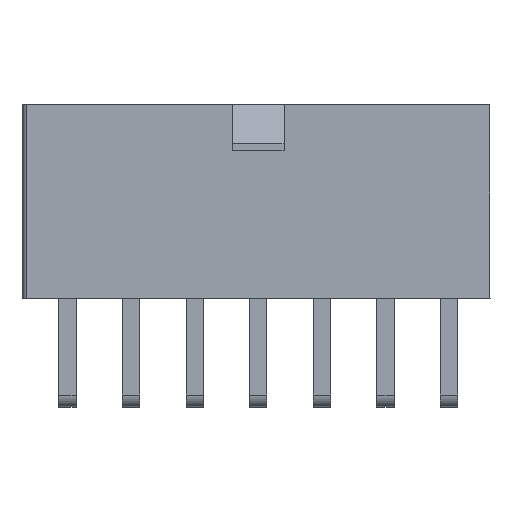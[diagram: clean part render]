
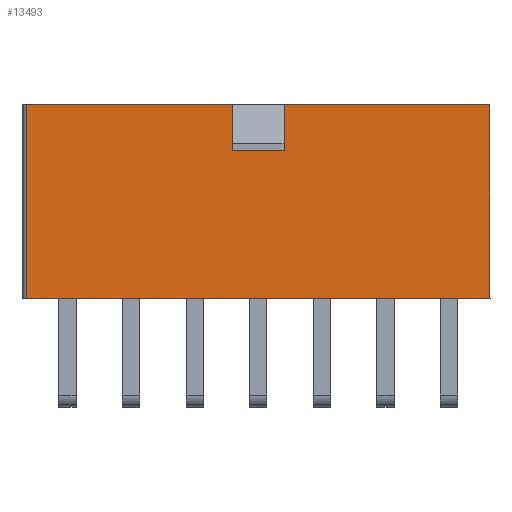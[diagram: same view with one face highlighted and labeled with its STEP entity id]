
A CAD part, top view. The second image highlights one B-rep face of the part: STEP entity #13493.
In plain terms, the highlighted planar face has unit normal (0, 0, 1).
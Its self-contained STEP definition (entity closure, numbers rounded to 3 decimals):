
#1039=ORIENTED_EDGE('',*,*,#3503,.F.);
#1040=ORIENTED_EDGE('',*,*,#3504,.F.);
#1041=ORIENTED_EDGE('',*,*,#3507,.F.);
#1042=ORIENTED_EDGE('',*,*,#3557,.F.);
#1043=ORIENTED_EDGE('',*,*,#3556,.T.);
#1044=ORIENTED_EDGE('',*,*,#3558,.T.);
#1045=ORIENTED_EDGE('',*,*,#3551,.F.);
#1046=ORIENTED_EDGE('',*,*,#3559,.F.);
#3503=EDGE_CURVE('',#4694,#4693,#5694,.T.);
#3504=EDGE_CURVE('',#4695,#4694,#5695,.T.);
#3507=EDGE_CURVE('',#4696,#4695,#5698,.T.);
#3551=EDGE_CURVE('',#4728,#4729,#5742,.T.);
#3556=EDGE_CURVE('',#4730,#4731,#5747,.T.);
#3557=EDGE_CURVE('',#4730,#4696,#5748,.T.);
#3558=EDGE_CURVE('',#4731,#4729,#5749,.T.);
#3559=EDGE_CURVE('',#4693,#4728,#5750,.T.);
#4693=VERTEX_POINT('',#18245);
#4694=VERTEX_POINT('',#18247);
#4695=VERTEX_POINT('',#18251);
#4696=VERTEX_POINT('',#18255);
#4728=VERTEX_POINT('',#18344);
#4729=VERTEX_POINT('',#18346);
#4730=VERTEX_POINT('',#18351);
#4731=VERTEX_POINT('',#18353);
#5694=LINE('',#18248,#6985);
#5695=LINE('',#18250,#6986);
#5698=LINE('',#18256,#6989);
#5742=LINE('',#18345,#7033);
#5747=LINE('',#18354,#7038);
#5748=LINE('',#18356,#7039);
#5749=LINE('',#18357,#7040);
#5750=LINE('',#18358,#7041);
#6985=VECTOR('',#15381,1000.);
#6986=VECTOR('',#15384,1000.);
#6989=VECTOR('',#15389,1000.);
#7033=VECTOR('',#15459,1000.);
#7038=VECTOR('',#15466,1000.);
#7039=VECTOR('',#15469,1000.);
#7040=VECTOR('',#15470,1000.);
#7041=VECTOR('',#15471,1000.);
#7897=EDGE_LOOP('',(#1039,#1040,#1041,#1042,#1043,#1044,#1045,#1046));
#8526=FACE_BOUND('',#7897,.T.);
#9131=PLANE('',#14052);
#13493=ADVANCED_FACE('',(#8526),#9131,.T.);
#14052=AXIS2_PLACEMENT_3D('',#18355,#15467,#15468);
#15381=DIRECTION('',(0.,-1.,0.));
#15384=DIRECTION('',(-1.,0.,0.));
#15389=DIRECTION('',(0.,1.,0.));
#15459=DIRECTION('',(0.,1.,0.));
#15466=DIRECTION('',(0.,1.,0.));
#15467=DIRECTION('',(0.,0.,1.));
#15468=DIRECTION('',(1.,0.,0.));
#15469=DIRECTION('',(-1.,0.,0.));
#15470=DIRECTION('',(-1.,0.,0.));
#15471=DIRECTION('',(-1.,0.,0.));
#18245=CARTESIAN_POINT('',(-1.7,-6.4,4.8));
#18247=CARTESIAN_POINT('',(-1.7,-3.4,4.8));
#18248=CARTESIAN_POINT('',(-1.7,-3.4,4.8));
#18250=CARTESIAN_POINT('',(1.7,-3.4,4.8));
#18251=CARTESIAN_POINT('',(1.7,-3.4,4.8));
#18255=CARTESIAN_POINT('',(1.7,-6.4,4.8));
#18256=CARTESIAN_POINT('',(1.7,-6.4,4.8));
#18344=CARTESIAN_POINT('',(-15.3,-6.4,4.8));
#18345=CARTESIAN_POINT('',(-15.3,-6.4,4.8));
#18346=CARTESIAN_POINT('',(-15.3,6.4,4.8));
#18351=CARTESIAN_POINT('',(15.3,-6.4,4.8));
#18353=CARTESIAN_POINT('',(15.3,6.4,4.8));
#18354=CARTESIAN_POINT('',(15.3,-6.4,4.8));
#18355=CARTESIAN_POINT('',(15.3,-6.4,4.8));
#18356=CARTESIAN_POINT('',(15.3,-6.4,4.8));
#18357=CARTESIAN_POINT('',(15.3,6.4,4.8));
#18358=CARTESIAN_POINT('',(15.3,-6.4,4.8));
